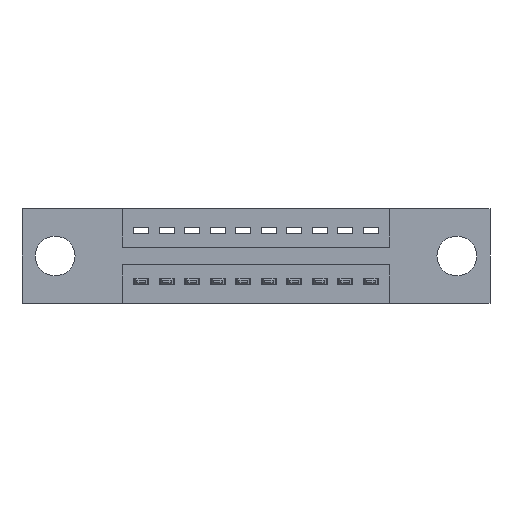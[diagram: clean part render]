
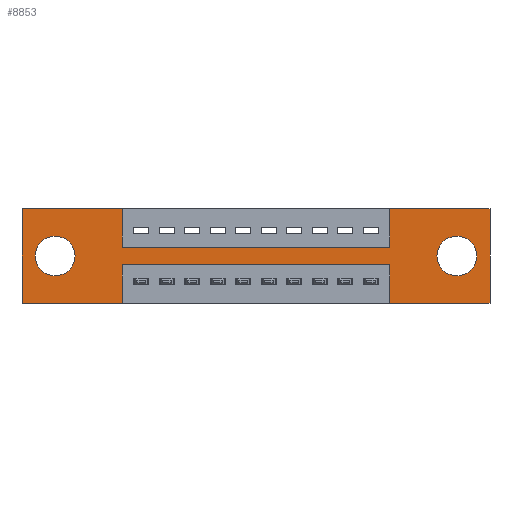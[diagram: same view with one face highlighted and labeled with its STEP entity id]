
A CAD part, front view. The second image highlights one B-rep face of the part: STEP entity #8853.
In plain terms, the highlighted planar face has unit normal (0, -1, 0).
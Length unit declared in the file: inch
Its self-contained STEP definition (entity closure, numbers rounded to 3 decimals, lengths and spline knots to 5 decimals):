
#22 = CARTESIAN_POINT ( 'NONE',  ( 0.3925, 0., -0.37 ) ) ;
#56 = DIRECTION ( 'NONE',  ( 0., 1., 0. ) ) ;
#121 = ORIENTED_EDGE ( 'NONE', *, *, #570, .F. ) ;
#144 = EDGE_CURVE ( 'NONE', #6776, #2499, #6593, .T. ) ;
#239 = LINE ( 'NONE', #3187, #7527 ) ;
#317 = VERTEX_POINT ( 'NONE', #4377 ) ;
#331 = DIRECTION ( 'NONE',  ( 0., 0., -1. ) ) ;
#447 = EDGE_CURVE ( 'NONE', #498, #6998, #5838, .T. ) ;
#498 = VERTEX_POINT ( 'NONE', #2967 ) ;
#570 = EDGE_CURVE ( 'NONE', #6899, #1015, #6871, .T. ) ;
#732 = CARTESIAN_POINT ( 'NONE',  ( 0., 0., 0. ) ) ;
#737 = ORIENTED_EDGE ( 'NONE', *, *, #8050, .F. ) ;
#924 = LINE ( 'NONE', #1105, #8111 ) ;
#979 = CARTESIAN_POINT ( 'NONE',  ( 0., 0., -0.37 ) ) ;
#1015 = VERTEX_POINT ( 'NONE', #11021 ) ;
#1072 = EDGE_CURVE ( 'NONE', #4995, #9075, #1190, .T. ) ;
#1105 = CARTESIAN_POINT ( 'NONE',  ( 0., 0., 0. ) ) ;
#1182 = LINE ( 'NONE', #5712, #10259 ) ;
#1190 = CIRCLE ( 'NONE', #4515, 0.078 ) ;
#1194 = ORIENTED_EDGE ( 'NONE', *, *, #447, .T. ) ;
#1207 = PLANE ( 'NONE',  #7475 ) ;
#1215 = VERTEX_POINT ( 'NONE', #9383 ) ;
#1305 = VECTOR ( 'NONE', #8098, 39.37008 ) ;
#1410 = CARTESIAN_POINT ( 'NONE',  ( 0., 0., -0.37 ) ) ;
#1430 = EDGE_CURVE ( 'NONE', #1807, #317, #9323, .T. ) ;
#1644 = ORIENTED_EDGE ( 'NONE', *, *, #11322, .F. ) ;
#1792 = VECTOR ( 'NONE', #2451, 39.37008 ) ;
#1807 = VERTEX_POINT ( 'NONE', #5749 ) ;
#1843 = CARTESIAN_POINT ( 'NONE',  ( 1.835, 0., 0. ) ) ;
#1888 = DIRECTION ( 'NONE',  ( 1., 0., 0. ) ) ;
#1901 = DIRECTION ( 'NONE',  ( -1., 0., 0. ) ) ;
#1928 = VECTOR ( 'NONE', #11305, 39.37008 ) ;
#1943 = ORIENTED_EDGE ( 'NONE', *, *, #5048, .F. ) ;
#2161 = DIRECTION ( 'NONE',  ( 0., 0., -1. ) ) ;
#2242 = VECTOR ( 'NONE', #2826, 39.37008 ) ;
#2366 = DIRECTION ( 'NONE',  ( -1., 0., 0. ) ) ;
#2372 = VECTOR ( 'NONE', #3631, 39.37008 ) ;
#2451 = DIRECTION ( 'NONE',  ( 0., 0., 1. ) ) ;
#2499 = VERTEX_POINT ( 'NONE', #3657 ) ;
#2580 = CARTESIAN_POINT ( 'NONE',  ( 1.4425, 0., -0.37 ) ) ;
#2600 = VERTEX_POINT ( 'NONE', #6170 ) ;
#2684 = CIRCLE ( 'NONE', #6639, 0.078 ) ;
#2770 = EDGE_CURVE ( 'NONE', #2600, #5756, #239, .T. ) ;
#2826 = DIRECTION ( 'NONE',  ( 1., 0., 0. ) ) ;
#2967 = CARTESIAN_POINT ( 'NONE',  ( 1.705, 0., -0.263 ) ) ;
#2981 = CARTESIAN_POINT ( 'NONE',  ( 1.835, 0., -0.37 ) ) ;
#3069 = CARTESIAN_POINT ( 'NONE',  ( 0., 0., -0.37 ) ) ;
#3187 = CARTESIAN_POINT ( 'NONE',  ( 0.3925, 0., -0.37 ) ) ;
#3233 = DIRECTION ( 'NONE',  ( 0., 0., -1. ) ) ;
#3248 = DIRECTION ( 'NONE',  ( 0., 1., 0. ) ) ;
#3263 = CARTESIAN_POINT ( 'NONE',  ( 1.705, 0., -0.185 ) ) ;
#3523 = DIRECTION ( 'NONE',  ( 0., 1., 0. ) ) ;
#3561 = LINE ( 'NONE', #5421, #1305 ) ;
#3631 = DIRECTION ( 'NONE',  ( 0., 0., 1. ) ) ;
#3646 = CARTESIAN_POINT ( 'NONE',  ( 0.3925, 0., -0.22 ) ) ;
#3657 = CARTESIAN_POINT ( 'NONE',  ( 0.3925, 0., -0.15 ) ) ;
#3679 = FACE_OUTER_BOUND ( 'NONE', #4032, .T. ) ;
#3885 = ORIENTED_EDGE ( 'NONE', *, *, #7874, .F. ) ;
#4005 = DIRECTION ( 'NONE',  ( 0., 0., 1. ) ) ;
#4032 = EDGE_LOOP ( 'NONE', ( #4631, #7143, #121, #10143, #737, #8211, #3885, #1644, #11153, #1943, #9204, #7289 ) ) ;
#4128 = DIRECTION ( 'NONE',  ( 0., 1., 0. ) ) ;
#4180 = CARTESIAN_POINT ( 'NONE',  ( 0.13, 0., -0.185 ) ) ;
#4235 = VERTEX_POINT ( 'NONE', #2981 ) ;
#4350 = VECTOR ( 'NONE', #6044, 39.37008 ) ;
#4377 = CARTESIAN_POINT ( 'NONE',  ( 1.835, 0., 0. ) ) ;
#4515 = AXIS2_PLACEMENT_3D ( 'NONE', #4180, #4128, #4005 ) ;
#4631 = ORIENTED_EDGE ( 'NONE', *, *, #2770, .F. ) ;
#4922 = LINE ( 'NONE', #732, #2372 ) ;
#4995 = VERTEX_POINT ( 'NONE', #7988 ) ;
#5048 = EDGE_CURVE ( 'NONE', #1215, #6776, #924, .T. ) ;
#5301 = CARTESIAN_POINT ( 'NONE',  ( 0.3925, 0., -0.15 ) ) ;
#5421 = CARTESIAN_POINT ( 'NONE',  ( 1.4425, 0., 0. ) ) ;
#5712 = CARTESIAN_POINT ( 'NONE',  ( 0., 0., -0.37 ) ) ;
#5749 = CARTESIAN_POINT ( 'NONE',  ( 1.4425, 0., 0. ) ) ;
#5756 = VERTEX_POINT ( 'NONE', #22 ) ;
#5814 = CARTESIAN_POINT ( 'NONE',  ( 0.13, 0., -0.185 ) ) ;
#5838 = CIRCLE ( 'NONE', #8825, 0.078 ) ;
#5898 = CARTESIAN_POINT ( 'NONE',  ( 0.3925, 0., 0. ) ) ;
#6044 = DIRECTION ( 'NONE',  ( 0., 0., -1. ) ) ;
#6170 = CARTESIAN_POINT ( 'NONE',  ( 0.3925, 0., -0.22 ) ) ;
#6212 = FACE_BOUND ( 'NONE', #11524, .T. ) ;
#6233 = VECTOR ( 'NONE', #9136, 39.37008 ) ;
#6245 = CARTESIAN_POINT ( 'NONE',  ( 1.4425, 0., -0.15 ) ) ;
#6355 = CARTESIAN_POINT ( 'NONE',  ( 0.3925, 0., 0. ) ) ;
#6593 = LINE ( 'NONE', #5898, #4350 ) ;
#6639 = AXIS2_PLACEMENT_3D ( 'NONE', #8935, #3523, #9756 ) ;
#6747 = EDGE_CURVE ( 'NONE', #6998, #498, #2684, .T. ) ;
#6767 = DIRECTION ( 'NONE',  ( 0., 0., 1. ) ) ;
#6776 = VERTEX_POINT ( 'NONE', #6355 ) ;
#6865 = ORIENTED_EDGE ( 'NONE', *, *, #10621, .T. ) ;
#6871 = LINE ( 'NONE', #2580, #1792 ) ;
#6899 = VERTEX_POINT ( 'NONE', #7490 ) ;
#6998 = VERTEX_POINT ( 'NONE', #8486 ) ;
#7143 = ORIENTED_EDGE ( 'NONE', *, *, #8607, .F. ) ;
#7152 = CARTESIAN_POINT ( 'NONE',  ( 0., 0., 0. ) ) ;
#7249 = EDGE_CURVE ( 'NONE', #4235, #6899, #7401, .T. ) ;
#7274 = ORIENTED_EDGE ( 'NONE', *, *, #6747, .T. ) ;
#7289 = ORIENTED_EDGE ( 'NONE', *, *, #11611, .F. ) ;
#7401 = LINE ( 'NONE', #1410, #11271 ) ;
#7475 = AXIS2_PLACEMENT_3D ( 'NONE', #3069, #7775, #2161 ) ;
#7490 = CARTESIAN_POINT ( 'NONE',  ( 1.4425, 0., -0.37 ) ) ;
#7527 = VECTOR ( 'NONE', #331, 39.37008 ) ;
#7775 = DIRECTION ( 'NONE',  ( 0., -1., 0. ) ) ;
#7812 = VERTEX_POINT ( 'NONE', #6245 ) ;
#7874 = EDGE_CURVE ( 'NONE', #7812, #1807, #3561, .T. ) ;
#7953 = CIRCLE ( 'NONE', #9555, 0.078 ) ;
#7988 = CARTESIAN_POINT ( 'NONE',  ( 0.13, 0., -0.107 ) ) ;
#8050 = EDGE_CURVE ( 'NONE', #317, #4235, #10998, .T. ) ;
#8098 = DIRECTION ( 'NONE',  ( 0., 0., 1. ) ) ;
#8111 = VECTOR ( 'NONE', #1888, 39.37008 ) ;
#8211 = ORIENTED_EDGE ( 'NONE', *, *, #1430, .F. ) ;
#8266 = DIRECTION ( 'NONE',  ( -1., 0., 0. ) ) ;
#8285 = FACE_BOUND ( 'NONE', #8850, .T. ) ;
#8486 = CARTESIAN_POINT ( 'NONE',  ( 1.705, 0., -0.107 ) ) ;
#8607 = EDGE_CURVE ( 'NONE', #1015, #2600, #9415, .T. ) ;
#8825 = AXIS2_PLACEMENT_3D ( 'NONE', #3263, #3248, #3233 ) ;
#8850 = EDGE_LOOP ( 'NONE', ( #7274, #1194 ) ) ;
#8853 = ADVANCED_FACE ( 'NONE', ( #8285, #6212, #3679 ), #1207, .T. ) ;
#8935 = CARTESIAN_POINT ( 'NONE',  ( 1.705, 0., -0.185 ) ) ;
#9075 = VERTEX_POINT ( 'NONE', #11365 ) ;
#9136 = DIRECTION ( 'NONE',  ( 0., 0., -1. ) ) ;
#9204 = ORIENTED_EDGE ( 'NONE', *, *, #11476, .F. ) ;
#9323 = LINE ( 'NONE', #7152, #2242 ) ;
#9383 = CARTESIAN_POINT ( 'NONE',  ( 0., 0., 0. ) ) ;
#9415 = LINE ( 'NONE', #3646, #11106 ) ;
#9555 = AXIS2_PLACEMENT_3D ( 'NONE', #5814, #56, #6767 ) ;
#9756 = DIRECTION ( 'NONE',  ( 0., 0., -1. ) ) ;
#10049 = VERTEX_POINT ( 'NONE', #979 ) ;
#10143 = ORIENTED_EDGE ( 'NONE', *, *, #7249, .F. ) ;
#10259 = VECTOR ( 'NONE', #1901, 39.37008 ) ;
#10621 = EDGE_CURVE ( 'NONE', #9075, #4995, #7953, .T. ) ;
#10777 = ORIENTED_EDGE ( 'NONE', *, *, #1072, .T. ) ;
#10998 = LINE ( 'NONE', #1843, #6233 ) ;
#11021 = CARTESIAN_POINT ( 'NONE',  ( 1.4425, 0., -0.22 ) ) ;
#11106 = VECTOR ( 'NONE', #8266, 39.37008 ) ;
#11140 = LINE ( 'NONE', #5301, #1928 ) ;
#11153 = ORIENTED_EDGE ( 'NONE', *, *, #144, .F. ) ;
#11271 = VECTOR ( 'NONE', #2366, 39.37008 ) ;
#11305 = DIRECTION ( 'NONE',  ( 1., 0., 0. ) ) ;
#11322 = EDGE_CURVE ( 'NONE', #2499, #7812, #11140, .T. ) ;
#11365 = CARTESIAN_POINT ( 'NONE',  ( 0.13, 0., -0.263 ) ) ;
#11476 = EDGE_CURVE ( 'NONE', #10049, #1215, #4922, .T. ) ;
#11524 = EDGE_LOOP ( 'NONE', ( #10777, #6865 ) ) ;
#11611 = EDGE_CURVE ( 'NONE', #5756, #10049, #1182, .T. ) ;
